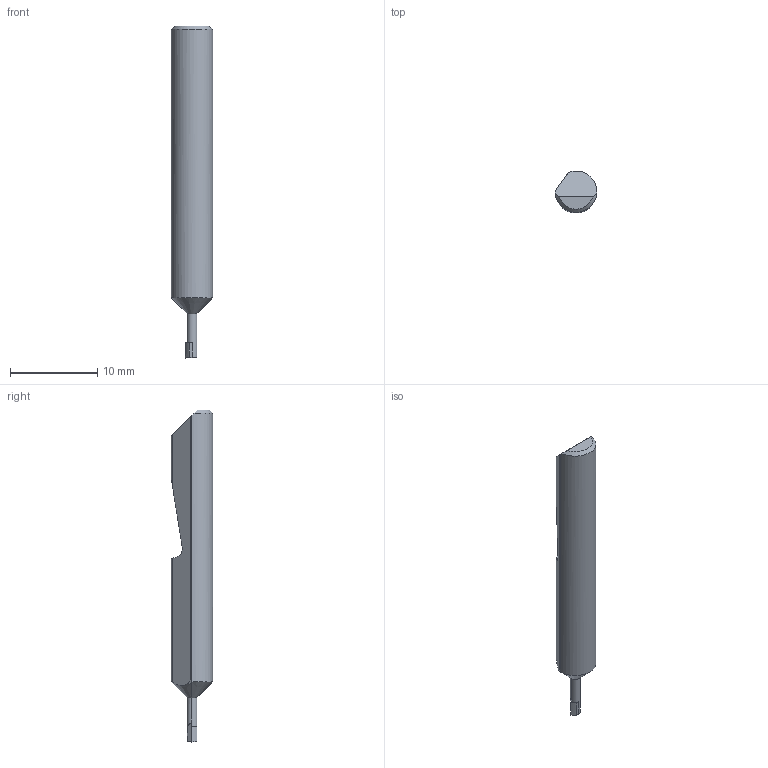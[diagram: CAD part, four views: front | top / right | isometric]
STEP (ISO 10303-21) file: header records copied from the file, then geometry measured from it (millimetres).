
FILE_DESCRIPTION (( 'STEP AP214' ), '1' );
FILE_NAME ('Micro_QMBB-060200X.STEP', '2021-08-30T16:51:41', ( '' ), ( '' ), 'SwSTEP 2.0', 'SolidWorks 2020', '' );
FILE_SCHEMA (( 'AUTOMOTIVE_DESIGN' ));
Length unit declared in the file: inch
Products named in the file (1): Micro_QMBB-060200X
Bounding box: 4.76 x 4.76 x 38.1 mm (x, y, z)
Volume: 524.8 mm3; surface area: 507.5 mm2
Topology: 1 solids, 1 shells, 23 faces, 55 edges, 34 vertices
Faces by surface type: plane 13, cylinder 6, cone 4
Entity records: 712 total; most frequent: CARTESIAN_POINT 182, ORIENTED_EDGE 110, DIRECTION 92, EDGE_CURVE 55, VERTEX_POINT 34, AXIS2_PLACEMENT_3D 32, VECTOR 28, LINE 28
